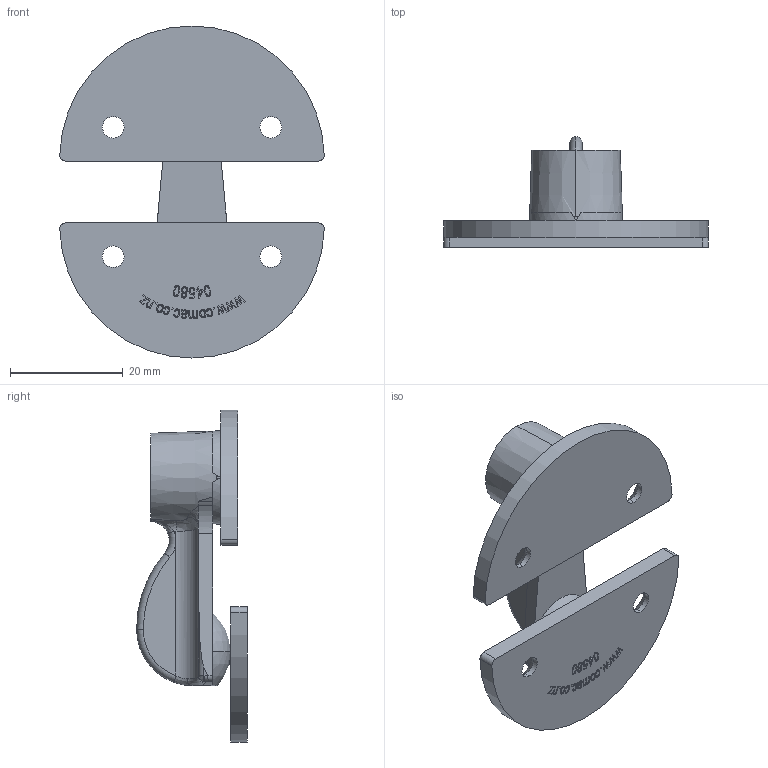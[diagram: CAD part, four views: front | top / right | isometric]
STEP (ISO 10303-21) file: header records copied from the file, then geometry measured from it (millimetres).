
FILE_DESCRIPTION (( 'STEP AP214' ), '1' );
FILE_NAME ('04580-Gravelly Fasteners Small Chrome 59x47mm.STEP', '2018-11-04T19:17:00', ( '' ), ( '' ), 'SwSTEP 2.0', 'SolidWorks 2018', '' );
FILE_SCHEMA (( 'AUTOMOTIVE_DESIGN' ));
Length unit declared in the file: millimetre
Products named in the file (4): 4580 - Handle; 4580 - Plate; 04580-Gravelly Fasteners Small Chrome 59x47mm; 4580 - Hinge Base
Assembly tree (3 placements, depth 2):
  04580-Gravelly Fasteners Small Chrome 59x47mm
    4580 - Hinge Base
    4580 - Plate
    4580 - Handle
Bounding box: 47 x 19.7 x 59 mm (x, y, z)
Volume: 9437.4 mm3; surface area: 7204.9 mm2
Topology: 3 solids, 3 shells, 391 faces, 1031 edges, 670 vertices
Faces by surface type: plane 200, bspline 133, cylinder 34, cone 11, torus 9, sphere 4
Entity records: 19107 total; most frequent: CARTESIAN_POINT 10294, ORIENTED_EDGE 2054, DIRECTION 1349, EDGE_CURVE 1027, VERTEX_POINT 670, LINE 585, VECTOR 585, EDGE_LOOP 429
